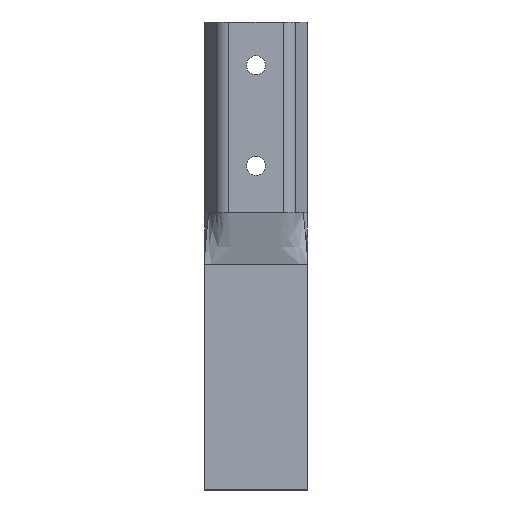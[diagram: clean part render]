
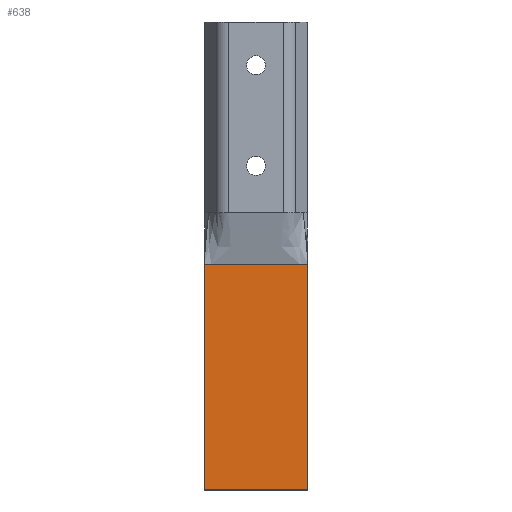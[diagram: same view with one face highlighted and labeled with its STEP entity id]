
A CAD part, top view. The second image highlights one B-rep face of the part: STEP entity #638.
In plain terms, the highlighted planar face has unit normal (0, 0, 1).
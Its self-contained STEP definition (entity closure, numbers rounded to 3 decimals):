
#50=PLANE('',#704);
#86=FACE_OUTER_BOUND('',#126,.T.);
#126=EDGE_LOOP('',(#553,#554,#555,#556,#557,#558));
#172=LINE('',#1065,#238);
#173=LINE('',#1067,#239);
#174=LINE('',#1069,#240);
#185=LINE('',#1183,#251);
#188=LINE('',#1189,#254);
#191=LINE('',#1194,#257);
#238=VECTOR('',#826,10.);
#239=VECTOR('',#827,10.);
#240=VECTOR('',#828,10.);
#251=VECTOR('',#841,10.);
#254=VECTOR('',#846,10.);
#257=VECTOR('',#851,10.);
#306=VERTEX_POINT('',#1012);
#307=VERTEX_POINT('',#1064);
#308=VERTEX_POINT('',#1066);
#309=VERTEX_POINT('',#1068);
#315=VERTEX_POINT('',#1182);
#317=VERTEX_POINT('',#1188);
#378=EDGE_CURVE('',#306,#307,#172,.T.);
#379=EDGE_CURVE('',#307,#308,#173,.T.);
#380=EDGE_CURVE('',#308,#309,#174,.T.);
#391=EDGE_CURVE('',#309,#315,#185,.T.);
#394=EDGE_CURVE('',#315,#317,#188,.T.);
#397=EDGE_CURVE('',#317,#306,#191,.T.);
#553=ORIENTED_EDGE('',*,*,#391,.F.);
#554=ORIENTED_EDGE('',*,*,#380,.F.);
#555=ORIENTED_EDGE('',*,*,#379,.F.);
#556=ORIENTED_EDGE('',*,*,#378,.F.);
#557=ORIENTED_EDGE('',*,*,#397,.F.);
#558=ORIENTED_EDGE('',*,*,#394,.F.);
#638=ADVANCED_FACE('',(#86),#50,.T.);
#704=AXIS2_PLACEMENT_3D('',#1197,#855,#856);
#826=DIRECTION('',(1.,0.,0.));
#827=DIRECTION('',(1.,0.,0.));
#828=DIRECTION('',(1.,0.,0.));
#841=DIRECTION('',(0.,-1.,0.));
#846=DIRECTION('',(-1.,0.,0.));
#851=DIRECTION('',(0.,1.,0.));
#855=DIRECTION('center_axis',(0.,0.,
1.));
#856=DIRECTION('ref_axis',(1.,0.,0.));
#1012=CARTESIAN_POINT('',(-15.,-15.,-2.));
#1064=CARTESIAN_POINT('',(-12.859,-15.,-2.));
#1065=CARTESIAN_POINT('',(15.,-15.,-2.));
#1066=CARTESIAN_POINT('',(12.859,-15.,-2.));
#1067=CARTESIAN_POINT('',(15.,-15.,-2.));
#1068=CARTESIAN_POINT('',(15.,-15.,-2.));
#1069=CARTESIAN_POINT('',(15.,-15.,-2.));
#1182=CARTESIAN_POINT('',(15.,-80.,-2.));
#1183=CARTESIAN_POINT('',(15.,-80.,-2.));
#1188=CARTESIAN_POINT('',(-15.,-80.,-2.));
#1189=CARTESIAN_POINT('',(-15.,-80.,-2.));
#1194=CARTESIAN_POINT('',(-15.,-15.,-2.));
#1197=CARTESIAN_POINT('Origin',(0.,-47.5,-2.));
